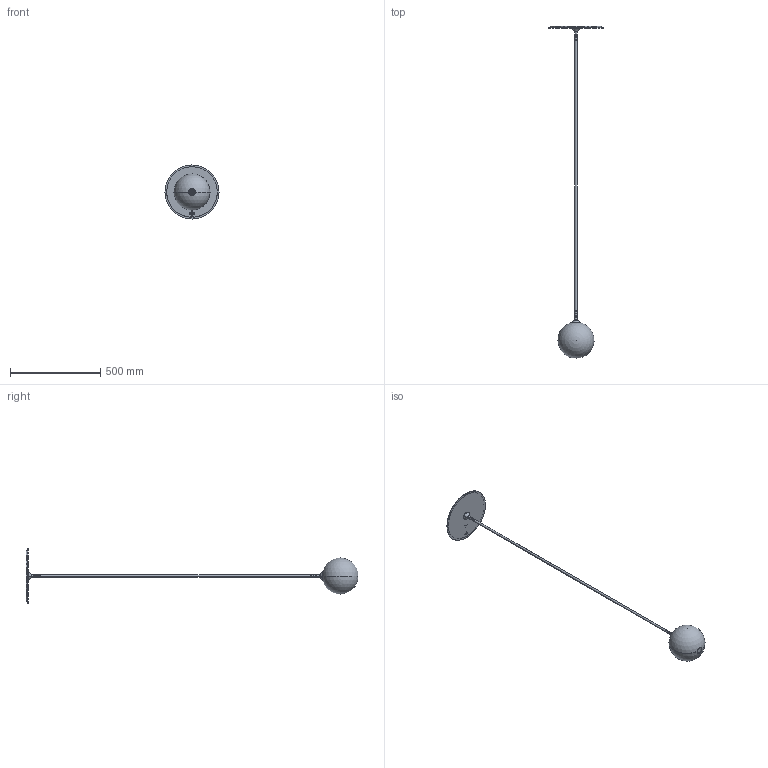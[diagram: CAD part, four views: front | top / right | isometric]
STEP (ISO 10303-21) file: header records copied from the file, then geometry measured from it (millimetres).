
FILE_DESCRIPTION (( 'STEP AP214' ), '1' );
FILE_NAME ('PALLONCINO_TERRA.STEP', '2023-05-03T05:54:21', ( '' ), ( '' ), 'SwSTEP 2.0', 'SolidWorks 2014', '' );
FILE_SCHEMA (( 'AUTOMOTIVE_DESIGN' ));
Length unit declared in the file: millimetre
Products named in the file (36): 007PM_017; 007PM_016; PALLONCINO_TERRA; 007FM_002; 007PM_001_300118; 007PM_019; vite_TC_2.9_X_6.5_T_CR; 062FM_003; grano EI M4x4_PUNTA_CONICA; 007PM_014_190418; Tige M10 x 1 x 15; EMC_COLOSIO_M07M2+M07F2; 007PM_020; 007PM_007_070218; 007FM_001; 062FM_004; 062FM_004-A
Assembly tree (19 placements, depth 2):
  PALLONCINO_TERRA
    007PM_001_300118
    007FM_001
    Tige M10 x 1 x 15  x2
    007PM_007_070218
    007PM_017
    007PM_016
    EMC_COLOSIO_M07M2+M07F2
    007PM_019
    grano EI M4x4_PUNTA_CONICA  x2
    007PM_014_190418
    007PM_020
    vite_TC_2.9_X_6.5_T_CR  x2
    007FM_002
    062FM_003
    062FM_004
    062FM_004-A
  007FM_002
  007PM_019
  vite_TC_2.9_X_6.5_T_CR
  062FM_003
Bounding box: 300 x 1839.22 x 300 mm (x, y, z)
Volume: 1092806.2 mm3; surface area: 770331 mm2
Topology: 19 solids, 19 shells, 424 faces, 989 edges, 604 vertices
Faces by surface type: cylinder 165, plane 123, cone 92, torus 40, sphere 4
Entity records: 12680 total; most frequent: CARTESIAN_POINT 2751, DIRECTION 2055, ORIENTED_EDGE 1758, EDGE_CURVE 879, AXIS2_PLACEMENT_3D 837, VERTEX_POINT 537, CIRCLE 438, EDGE_LOOP 434
